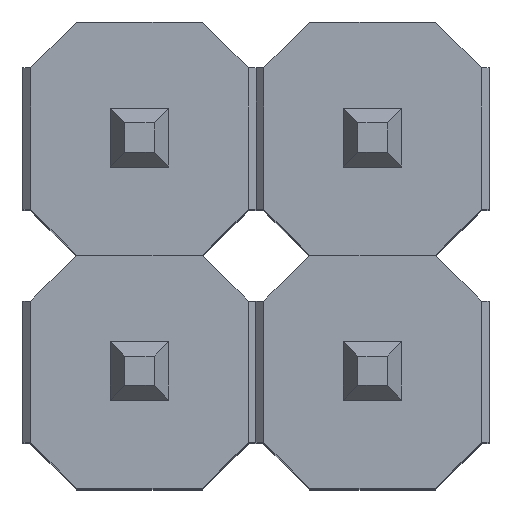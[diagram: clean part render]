
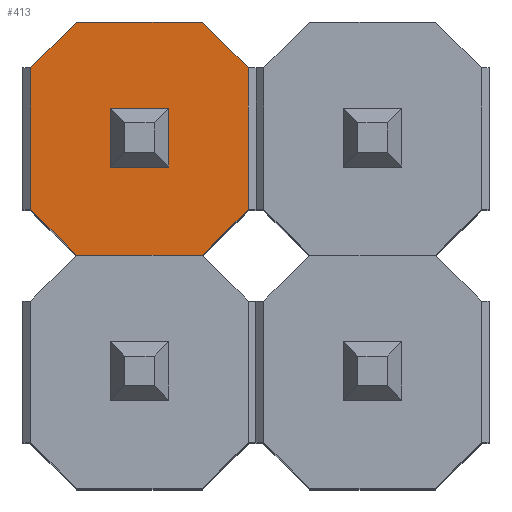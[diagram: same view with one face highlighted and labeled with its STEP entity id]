
A CAD part, top view. The second image highlights one B-rep face of the part: STEP entity #413.
In plain terms, the highlighted planar face has unit normal (0, 0, 1).
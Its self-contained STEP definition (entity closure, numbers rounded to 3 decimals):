
#413=ADVANCED_FACE('',(#733),#735,.T.);
#733=FACE_BOUND('',#734,.T.);
#734=EDGE_LOOP('',(#979,#980,#981,#982,#983,#984,#985,#986));
#735=PLANE('',#736);
#736=AXIS2_PLACEMENT_3D('',#737,#738,#739);
#737=CARTESIAN_POINT('',(0.,0.,2.5));
#738=DIRECTION('',(0.,0.,1.));
#739=DIRECTION('',(1.,0.,0.));
#979=ORIENTED_EDGE('',*,*,#1131,.T.);
#980=ORIENTED_EDGE('',*,*,#1132,.T.);
#981=ORIENTED_EDGE('',*,*,#1133,.T.);
#982=ORIENTED_EDGE('',*,*,#1134,.T.);
#983=ORIENTED_EDGE('',*,*,#1135,.T.);
#984=ORIENTED_EDGE('',*,*,#1136,.T.);
#985=ORIENTED_EDGE('',*,*,#1137,.T.);
#986=ORIENTED_EDGE('',*,*,#1138,.T.);
#1131=EDGE_CURVE('',#1215,#1216,#1217,.F.);
#1132=EDGE_CURVE('',#1216,#1218,#1219,.T.);
#1133=EDGE_CURVE('',#1218,#1220,#1221,.T.);
#1134=EDGE_CURVE('',#1220,#1222,#1223,.T.);
#1135=EDGE_CURVE('',#1222,#1224,#1225,.F.);
#1136=EDGE_CURVE('',#1224,#1226,#1227,.T.);
#1137=EDGE_CURVE('',#1226,#1228,#1229,.T.);
#1138=EDGE_CURVE('',#1228,#1215,#1230,.T.);
#1215=VERTEX_POINT('',#1351);
#1216=VERTEX_POINT('',#1352);
#1217=LINE('',#1353,#1354);
#1218=VERTEX_POINT('',#1356);
#1219=LINE('',#1357,#1358);
#1220=VERTEX_POINT('',#1360);
#1221=LINE('',#1361,#1362);
#1222=VERTEX_POINT('',#1364);
#1223=LINE('',#1365,#1366);
#1224=VERTEX_POINT('',#1368);
#1225=LINE('',#1369,#1370);
#1226=VERTEX_POINT('',#1372);
#1227=LINE('',#1373,#1374);
#1228=VERTEX_POINT('',#1376);
#1229=LINE('',#1377,#1378);
#1230=LINE('',#1380,#1381);
#1351=CARTESIAN_POINT('',(1.185,-0.77,2.5));
#1352=CARTESIAN_POINT('',(1.185,0.77,2.5));
#1353=CARTESIAN_POINT('',(1.185,0.77,2.5));
#1354=VECTOR('',#1355,1.);
#1355=DIRECTION('',(0.,-1.,0.));
#1356=CARTESIAN_POINT('',(0.685,1.27,2.5));
#1357=CARTESIAN_POINT('',(1.185,0.77,2.5));
#1358=VECTOR('',#1359,1.);
#1359=DIRECTION('',(-0.707,0.707,0.));
#1360=CARTESIAN_POINT('',(-0.685,1.27,2.5));
#1361=CARTESIAN_POINT('',(0.685,1.27,2.5));
#1362=VECTOR('',#1363,1.);
#1363=DIRECTION('',(-1.,0.,0.));
#1364=CARTESIAN_POINT('',(-1.185,0.77,2.5));
#1365=CARTESIAN_POINT('',(-0.685,1.27,2.5));
#1366=VECTOR('',#1367,1.);
#1367=DIRECTION('',(-0.707,-0.707,0.));
#1368=CARTESIAN_POINT('',(-1.185,-0.77,2.5));
#1369=CARTESIAN_POINT('',(-1.185,-0.77,2.5));
#1370=VECTOR('',#1371,1.);
#1371=DIRECTION('',(0.,1.,0.));
#1372=CARTESIAN_POINT('',(-0.685,-1.27,2.5));
#1373=CARTESIAN_POINT('',(-1.185,-0.77,2.5));
#1374=VECTOR('',#1375,1.);
#1375=DIRECTION('',(0.707,-0.707,0.));
#1376=CARTESIAN_POINT('',(0.685,-1.27,2.5));
#1377=CARTESIAN_POINT('',(-0.685,-1.27,2.5));
#1378=VECTOR('',#1379,1.);
#1379=DIRECTION('',(1.,0.,0.));
#1380=CARTESIAN_POINT('',(0.685,-1.27,2.5));
#1381=VECTOR('',#1382,1.);
#1382=DIRECTION('',(0.707,0.707,0.));
